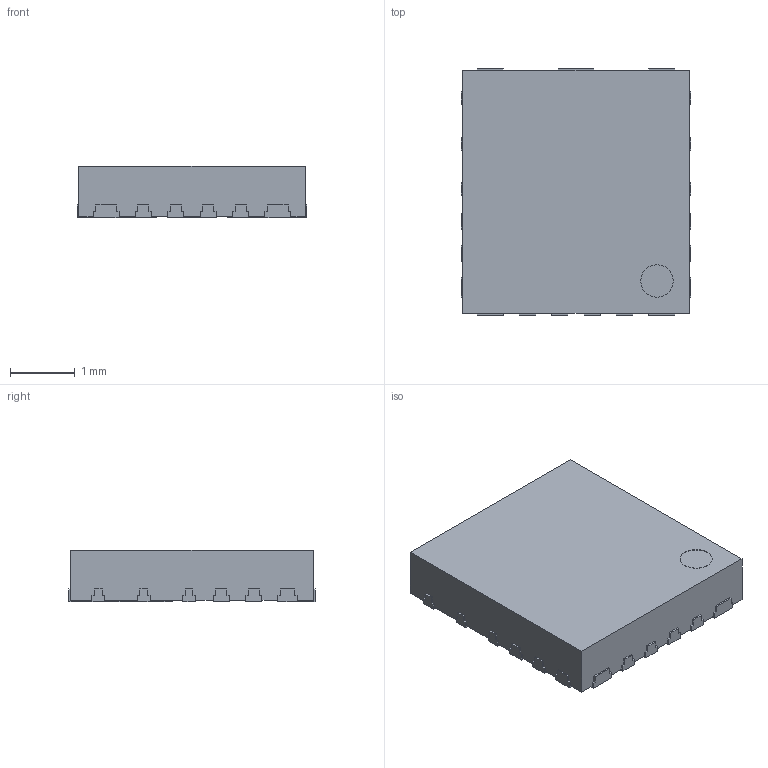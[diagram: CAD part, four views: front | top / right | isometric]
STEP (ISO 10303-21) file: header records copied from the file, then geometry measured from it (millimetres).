
FILE_DESCRIPTION(/* description */ (''),/* implementation_level */ '2;1');
FILE_NAME(/* name */ 'AD FC2QFN-17 F173A3F+1F v1.step',/* time_stamp */ '2024-08-24T06:15:21+01:00',/* author */ (''),/* organization */ (''),/* preprocessor_version */ 'ST-DEVELOPER v20',/* originating_system */ 'Autodesk Translation Framework v13.14.0.145',/* authorisation */ '');
FILE_SCHEMA (('AUTOMOTIVE_DESIGN { 1 0 10303 214 3 1 1 }'));
Length unit declared in the file: millimetre
Products named in the file (1): AD FC2QFN-17 F173A3F+1F
Bounding box: 3.55 x 3.8 x 0.8 mm (x, y, z)
Volume: 10.3 mm3; surface area: 39 mm2
Topology: 1 solids, 1 shells, 230 faces, 681 edges, 454 vertices
Faces by surface type: plane 229, cylinder 1
Full cylindrical faces by diameter (mm): 0.5 x1
Entity records: 7592 total; most frequent: CARTESIAN_POINT 1366, ORIENTED_EDGE 1362, DIRECTION 1145, EDGE_CURVE 681, LINE 679, VECTOR 679, VERTEX_POINT 454, AXIS2_PLACEMENT_3D 233
